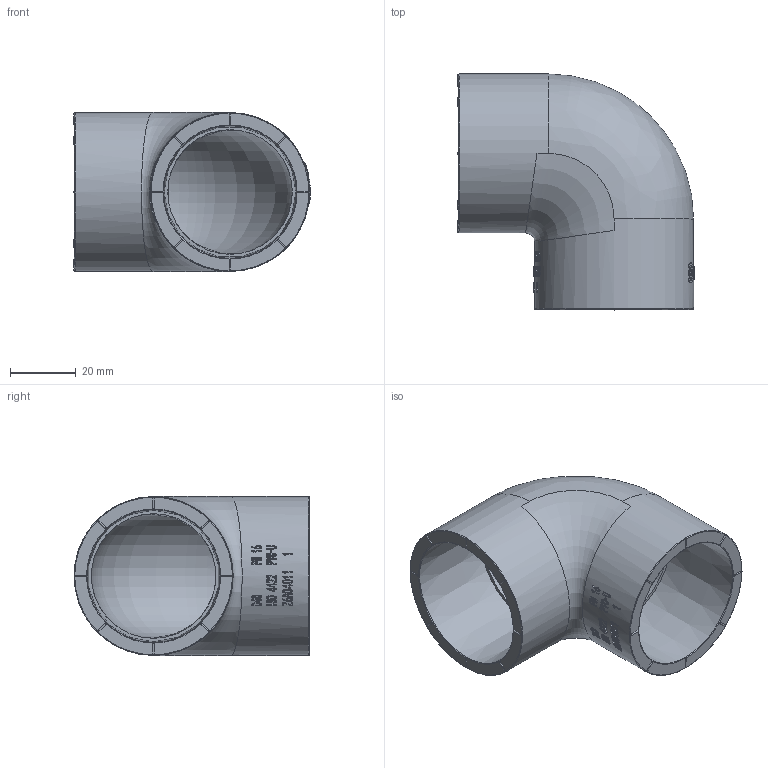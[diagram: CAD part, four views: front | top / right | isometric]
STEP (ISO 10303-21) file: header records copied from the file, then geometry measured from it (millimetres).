
FILE_DESCRIPTION(/* description */ (''),/* implementation_level */ '2;1');
FILE_NAME(/* name */ '40弯头90°.stp',/* time_stamp */ '2024-11-11T09:12:54+08:00',/* author */ (''),/* organization */ (''),/* preprocessor_version */ 'ST-DEVELOPER v16',/* originating_system */ 'SIEMENS PLM Software NX 10.0',/* authorisation */ '');
FILE_SCHEMA (('AUTOMOTIVE_DESIGN { 1 0 10303 214 3 1 1 1 }'));
Length unit declared in the file: millimetre
Products named in the file (1): gelv1644A4DBrges
Bounding box: 72.2 x 71.95 x 48.5 mm (x, y, z)
Volume: 55143.9 mm3; surface area: 25231.1 mm2
Topology: 1 solids, 1 shells, 374 faces, 978 edges, 622 vertices
Faces by surface type: plane 168, bspline 96, cylinder 69, sphere 32, torus 5, cone 4
Full cylindrical faces by diameter (mm): 48.5 x2
Entity records: 26669 total; most frequent: CARTESIAN_POINT 19452, ORIENTED_EDGE 1814, EDGE_CURVE 907, DIRECTION 864, B_SPLINE_CURVE_WITH_KNOTS 736, VERTEX_POINT 608, EDGE_LOOP 445, AXIS2_PLACEMENT_3D 416
